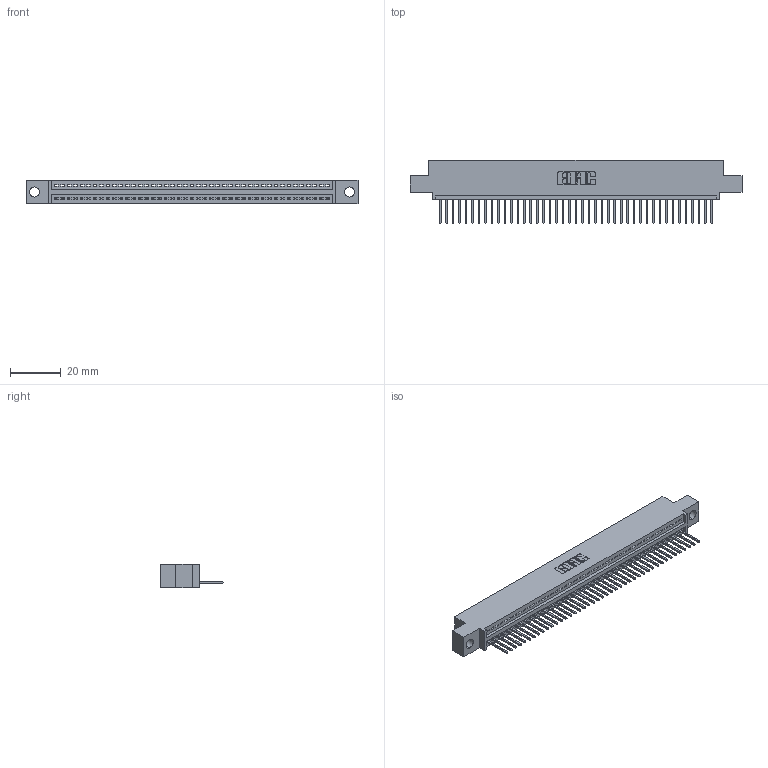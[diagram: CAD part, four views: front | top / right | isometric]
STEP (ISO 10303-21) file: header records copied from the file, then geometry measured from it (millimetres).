
FILE_DESCRIPTION (( 'STEP AP203' ), '1' );
FILE_NAME ('395-043-523-404.STEP', '2021-05-31T15:06:31', ( '' ), ( '' ), 'SwSTEP 2.0', 'SolidWorks 2020', '' );
FILE_SCHEMA (( 'CONFIG_CONTROL_DESIGN' ));
Length unit declared in the file: inch
Products named in the file (3): 395-043-523-404; 345 Part_0.110 Offset - 0.156 Dia-TI; 345-292-001_345-293-123
Assembly tree (44 placements, depth 2):
  395-043-523-404
    345 Part_0.110 Offset - 0.156 Dia-TI
    345-292-001_345-293-123  x43
Bounding box: 130.43 x 24.82 x 9.4 mm (x, y, z)
Volume: 12200.5 mm3; surface area: 16198.2 mm2
Topology: 44 solids, 44 shells, 2638 faces, 7957 edges, 5246 vertices
Faces by surface type: plane 1818, cylinder 820
Entity records: 32797 total; most frequent: CARTESIAN_POINT 5691, ORIENTED_EDGE 5666, DIRECTION 4967, EDGE_CURVE 2833, VECTOR 2529, LINE 2529, VERTEX_POINT 1886, AXIS2_PLACEMENT_3D 1219
